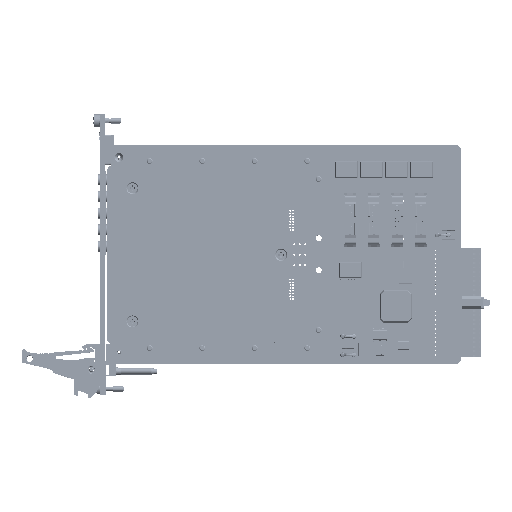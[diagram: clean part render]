
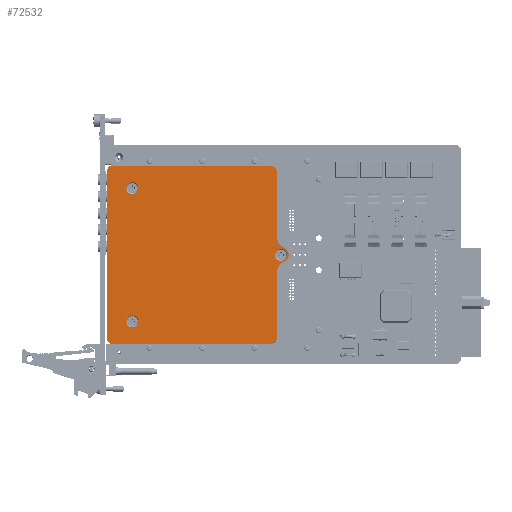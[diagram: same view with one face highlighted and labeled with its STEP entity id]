
A CAD part, top view. The second image highlights one B-rep face of the part: STEP entity #72532.
In plain terms, the highlighted planar face has unit normal (0, 0, 1).
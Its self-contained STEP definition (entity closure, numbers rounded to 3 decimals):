
#25920 = CARTESIAN_POINT ( 'NONE',  ( -0.249, 13.716, -7.873 ) ) ;
#25944 = DIRECTION ( 'NONE',  ( 0., -1., 0. ) ) ;
#25995 = CARTESIAN_POINT ( 'NONE',  ( -3.249, 59.306, -7.873 ) ) ;
#25996 = DIRECTION ( 'NONE',  ( 0., 0., 1. ) ) ;
#25998 = DIRECTION ( 'NONE',  ( -1., 0., 0. ) ) ;
#26407 = CARTESIAN_POINT ( 'NONE',  ( -77.9, 60.306, -7.873 ) ) ;
#26425 = DIRECTION ( 'NONE',  ( 0., -1., 0. ) ) ;
#27647 = CIRCLE ( 'NONE', #190092, 2. ) ;
#27712 = LINE ( 'NONE', #30397, #27719 ) ;
#27719 = VECTOR ( 'NONE', #30413, 1000. ) ;
#28205 = CIRCLE ( 'NONE', #190617, 5. ) ;
#28243 = CIRCLE ( 'NONE', #190657, 3.5 ) ;
#30125 = CARTESIAN_POINT ( 'NONE',  ( -75.9, 60.306, -7.873 ) ) ;
#30128 = DIRECTION ( 'NONE',  ( 0., 0., 1. ) ) ;
#30131 = DIRECTION ( 'NONE',  ( -1., 0., 0. ) ) ;
#30397 = CARTESIAN_POINT ( 'NONE',  ( 14.8, 62.306, -7.873 ) ) ;
#30413 = DIRECTION ( 'NONE',  ( -1., 0., 0. ) ) ;
#32642 = CARTESIAN_POINT ( 'NONE',  ( 4.751, 13.716, -7.873 ) ) ;
#32644 = DIRECTION ( 'NONE',  ( 0., 0., 1. ) ) ;
#32646 = DIRECTION ( 'NONE',  ( 1., 0., 0. ) ) ;
#39682 = EDGE_LOOP ( 'NONE', ( #114940 ) ) ;
#40542 = EDGE_LOOP ( 'NONE', ( #114937 ) ) ;
#40551 = EDGE_LOOP ( 'NONE', ( #114943 ) ) ;
#40554 = EDGE_LOOP ( 'NONE', ( #114945, #114947, #114950, #114952, #114955, #114957, #114959, #114962, #114964, #114967, #114969, #114971 ) ) ;
#72532 = ADVANCED_FACE ( 'NONE', ( #112365, #112367, #112371, #112363 ), #243865, .F. ) ;
#112363 = FACE_OUTER_BOUND ( 'NONE', #40554, .T. ) ;
#112365 = FACE_BOUND ( 'NONE', #40542, .T. ) ;
#112367 = FACE_BOUND ( 'NONE', #39682, .T. ) ;
#112371 = FACE_BOUND ( 'NONE', #40551, .T. ) ;
#112657 = VERTEX_POINT ( 'NONE', #192238 ) ;
#112662 = VERTEX_POINT ( 'NONE', #192260 ) ;
#112663 = VERTEX_POINT ( 'NONE', #192266 ) ;
#112664 = VERTEX_POINT ( 'NONE', #192270 ) ;
#112666 = VERTEX_POINT ( 'NONE', #192280 ) ;
#112671 = VERTEX_POINT ( 'NONE', #192294 ) ;
#112674 = VERTEX_POINT ( 'NONE', #192301 ) ;
#112676 = VERTEX_POINT ( 'NONE', #192307 ) ;
#112687 = VERTEX_POINT ( 'NONE', #192338 ) ;
#112688 = VERTEX_POINT ( 'NONE', #192343 ) ;
#112689 = VERTEX_POINT ( 'NONE', #192347 ) ;
#112692 = VERTEX_POINT ( 'NONE', #192360 ) ;
#114937 = ORIENTED_EDGE ( 'NONE', *, *, #119348, .F. ) ;
#114940 = ORIENTED_EDGE ( 'NONE', *, *, #119205, .F. ) ;
#114943 = ORIENTED_EDGE ( 'NONE', *, *, #119117, .F. ) ;
#114945 = ORIENTED_EDGE ( 'NONE', *, *, #119189, .T. ) ;
#114947 = ORIENTED_EDGE ( 'NONE', *, *, #119273, .T. ) ;
#114950 = ORIENTED_EDGE ( 'NONE', *, *, #119415, .F. ) ;
#114952 = ORIENTED_EDGE ( 'NONE', *, *, #120232, .F. ) ;
#114955 = ORIENTED_EDGE ( 'NONE', *, *, #120259, .F. ) ;
#114957 = ORIENTED_EDGE ( 'NONE', *, *, #119301, .F. ) ;
#114959 = ORIENTED_EDGE ( 'NONE', *, *, #119285, .F. ) ;
#114962 = ORIENTED_EDGE ( 'NONE', *, *, #119423, .T. ) ;
#114964 = ORIENTED_EDGE ( 'NONE', *, *, #119957, .T. ) ;
#114967 = ORIENTED_EDGE ( 'NONE', *, *, #119918, .T. ) ;
#114969 = ORIENTED_EDGE ( 'NONE', *, *, #119512, .T. ) ;
#114971 = ORIENTED_EDGE ( 'NONE', *, *, #119066, .T. ) ;
#119066 = EDGE_CURVE ( 'NONE', #112688, #112687, #135981, .T. ) ;
#119117 = EDGE_CURVE ( 'NONE', #207224, #207224, #136182, .T. ) ;
#119189 = EDGE_CURVE ( 'NONE', #112687, #112692, #136519, .T. ) ;
#119205 = EDGE_CURVE ( 'NONE', #207263, #207263, #136582, .T. ) ;
#119273 = EDGE_CURVE ( 'NONE', #112692, #112689, #136875, .T. ) ;
#119285 = EDGE_CURVE ( 'NONE', #112674, #112676, #136933, .T. ) ;
#119301 = EDGE_CURVE ( 'NONE', #112676, #112664, #136967, .T. ) ;
#119348 = EDGE_CURVE ( 'NONE', #207308, #207308, #137136, .T. ) ;
#119415 = EDGE_CURVE ( 'NONE', #112666, #112689, #137299, .T. ) ;
#119423 = EDGE_CURVE ( 'NONE', #112674, #112657, #137333, .T. ) ;
#119512 = EDGE_CURVE ( 'NONE', #112662, #112688, #137543, .T. ) ;
#119918 = EDGE_CURVE ( 'NONE', #112663, #112662, #27647, .T. ) ;
#119957 = EDGE_CURVE ( 'NONE', #112657, #112663, #27712, .T. ) ;
#120232 = EDGE_CURVE ( 'NONE', #112671, #112666, #28205, .T. ) ;
#120259 = EDGE_CURVE ( 'NONE', #112664, #112671, #28243, .T. ) ;
#135981 = CIRCLE ( 'NONE', #188690, 2. ) ;
#136182 = CIRCLE ( 'NONE', #188780, 2.75 ) ;
#136519 = LINE ( 'NONE', #206019, #136524 ) ;
#136524 = VECTOR ( 'NONE', #206009, 1000. ) ;
#136582 = CIRCLE ( 'NONE', #188933, 2.75 ) ;
#136875 = CIRCLE ( 'NONE', #189018, 3. ) ;
#136933 = LINE ( 'NONE', #206790, #136947 ) ;
#136947 = VECTOR ( 'NONE', #206795, 1000. ) ;
#136967 = CIRCLE ( 'NONE', #189046, 5. ) ;
#137136 = CIRCLE ( 'NONE', #189100, 2.75 ) ;
#137299 = LINE ( 'NONE', #25920, #137314 ) ;
#137314 = VECTOR ( 'NONE', #25944, 1000. ) ;
#137333 = CIRCLE ( 'NONE', #189206, 3. ) ;
#137543 = LINE ( 'NONE', #26407, #137564 ) ;
#137564 = VECTOR ( 'NONE', #26425, 1000. ) ;
#183069 = AXIS2_PLACEMENT_3D ( 'NONE', #243899, #243903, #243906 ) ;
#188690 = AXIS2_PLACEMENT_3D ( 'NONE', #204857, #204860, #204863 ) ;
#188780 = AXIS2_PLACEMENT_3D ( 'NONE', #205316, #205319, #205322 ) ;
#188933 = AXIS2_PLACEMENT_3D ( 'NONE', #206220, #206224, #206227 ) ;
#189018 = AXIS2_PLACEMENT_3D ( 'NONE', #206690, #206694, #206696 ) ;
#189046 = AXIS2_PLACEMENT_3D ( 'NONE', #206902, #206906, #206908 ) ;
#189100 = AXIS2_PLACEMENT_3D ( 'NONE', #207264, #207265, #207267 ) ;
#189206 = AXIS2_PLACEMENT_3D ( 'NONE', #25995, #25996, #25998 ) ;
#190092 = AXIS2_PLACEMENT_3D ( 'NONE', #30125, #30128, #30131 ) ;
#190617 = AXIS2_PLACEMENT_3D ( 'NONE', #32642, #32644, #32646 ) ;
#190657 = AXIS2_PLACEMENT_3D ( 'NONE', #222162, #222164, #222166 ) ;
#192238 = CARTESIAN_POINT ( 'NONE',  ( -3.249, 62.306, -7.873 ) ) ;
#192260 = CARTESIAN_POINT ( 'NONE',  ( -77.9, 60.306, -7.873 ) ) ;
#192266 = CARTESIAN_POINT ( 'NONE',  ( -75.9, 62.306, -7.873 ) ) ;
#192270 = CARTESIAN_POINT ( 'NONE',  ( 2.892, 24.855, -7.873 ) ) ;
#192280 = CARTESIAN_POINT ( 'NONE',  ( -0.249, 13.716, -7.873 ) ) ;
#192294 = CARTESIAN_POINT ( 'NONE',  ( 2.892, 18.357, -7.873 ) ) ;
#192301 = CARTESIAN_POINT ( 'NONE',  ( -0.249, 59.306, -7.873 ) ) ;
#192307 = CARTESIAN_POINT ( 'NONE',  ( -0.249, 29.497, -7.873 ) ) ;
#192338 = CARTESIAN_POINT ( 'NONE',  ( -75.9, -19.094, -7.873 ) ) ;
#192343 = CARTESIAN_POINT ( 'NONE',  ( -77.9, -17.094, -7.873 ) ) ;
#192347 = CARTESIAN_POINT ( 'NONE',  ( -0.249, -16.094, -7.873 ) ) ;
#192360 = CARTESIAN_POINT ( 'NONE',  ( -3.249, -19.094, -7.873 ) ) ;
#204857 = CARTESIAN_POINT ( 'NONE',  ( -75.9, -17.094, -7.873 ) ) ;
#204860 = DIRECTION ( 'NONE',  ( 0., 0., 1. ) ) ;
#204863 = DIRECTION ( 'NONE',  ( 1., 0., 0. ) ) ;
#205316 = CARTESIAN_POINT ( 'NONE',  ( 1.59, 21.606, -7.873 ) ) ;
#205319 = DIRECTION ( 'NONE',  ( 0., 0., 1. ) ) ;
#205322 = DIRECTION ( 'NONE',  ( 1., 0., 0. ) ) ;
#206009 = DIRECTION ( 'NONE',  ( 1., 0., 0. ) ) ;
#206019 = CARTESIAN_POINT ( 'NONE',  ( -75.9, -19.094, -7.873 ) ) ;
#206220 = CARTESIAN_POINT ( 'NONE',  ( -66.405, 52.044, -7.873 ) ) ;
#206224 = DIRECTION ( 'NONE',  ( 0., 0., 1. ) ) ;
#206227 = DIRECTION ( 'NONE',  ( 1., 0., 0. ) ) ;
#206503 = CARTESIAN_POINT ( 'NONE',  ( 4.34, 21.606, -7.873 ) ) ;
#206690 = CARTESIAN_POINT ( 'NONE',  ( -3.249, -16.094, -7.873 ) ) ;
#206694 = DIRECTION ( 'NONE',  ( 0., 0., 1. ) ) ;
#206696 = DIRECTION ( 'NONE',  ( -1., 0., 0. ) ) ;
#206790 = CARTESIAN_POINT ( 'NONE',  ( -0.249, 62.306, -7.873 ) ) ;
#206795 = DIRECTION ( 'NONE',  ( 0., -1., 0. ) ) ;
#206902 = CARTESIAN_POINT ( 'NONE',  ( 4.751, 29.497, -7.873 ) ) ;
#206906 = DIRECTION ( 'NONE',  ( 0., 0., 1. ) ) ;
#206908 = DIRECTION ( 'NONE',  ( -1., 0., 0. ) ) ;
#207224 = VERTEX_POINT ( 'NONE', #206503 ) ;
#207264 = CARTESIAN_POINT ( 'NONE',  ( -66.405, -8.876, -7.873 ) ) ;
#207263 = VERTEX_POINT ( 'NONE', #209177 ) ;
#207265 = DIRECTION ( 'NONE',  ( 0., 0., 1. ) ) ;
#207267 = DIRECTION ( 'NONE',  ( 1., 0., 0. ) ) ;
#207308 = VERTEX_POINT ( 'NONE', #209206 ) ;
#209177 = CARTESIAN_POINT ( 'NONE',  ( -63.655, 52.044, -7.873 ) ) ;
#209206 = CARTESIAN_POINT ( 'NONE',  ( -63.655, -8.876, -7.873 ) ) ;
#222162 = CARTESIAN_POINT ( 'NONE',  ( 1.59, 21.606, -7.873 ) ) ;
#222164 = DIRECTION ( 'NONE',  ( 0., 0., -1. ) ) ;
#222166 = DIRECTION ( 'NONE',  ( 1., 0., 0. ) ) ;
#243865 = PLANE ( 'NONE',  #183069 ) ;
#243899 = CARTESIAN_POINT ( 'NONE',  ( -75.9, 60.306, -7.873 ) ) ;
#243903 = DIRECTION ( 'NONE',  ( 0., 0., -1. ) ) ;
#243906 = DIRECTION ( 'NONE',  ( -1., 0., 0. ) ) ;
